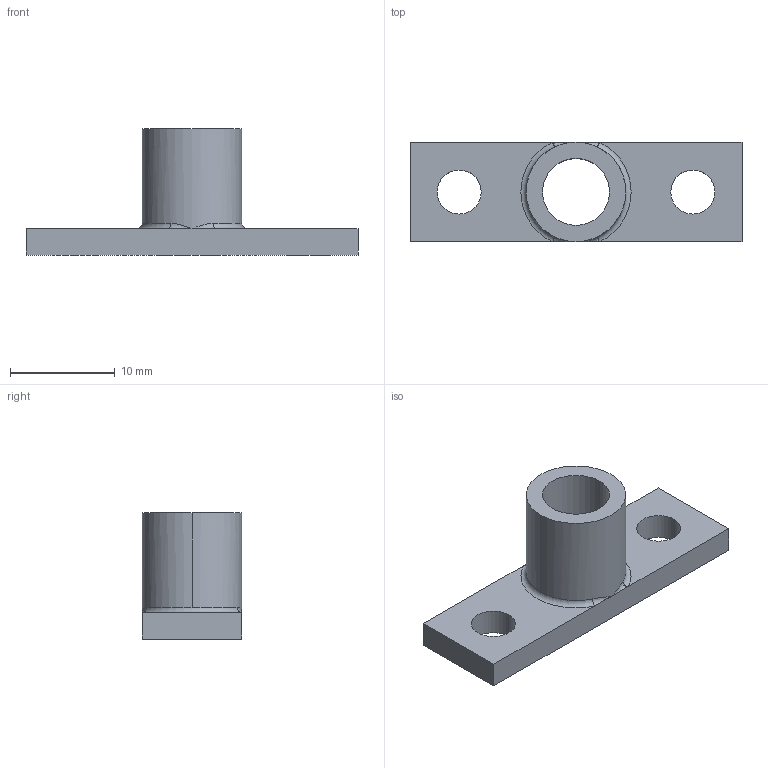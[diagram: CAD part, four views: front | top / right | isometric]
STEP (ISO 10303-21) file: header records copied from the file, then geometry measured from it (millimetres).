
FILE_DESCRIPTION((''),'2;1');
FILE_NAME('ROD_VALVE_GUIDE_2_ASSY_SLDPRT__','2016-12-07T',('cxl300'),(''),'PRO/ENGINEER BY PARAMETRIC TECHNOLOGY CORPORATION, 2013230','PRO/ENGINEER BY PARAMETRIC TECHNOLOGY CORPORATION, 2013230','');
FILE_SCHEMA(('CONFIG_CONTROL_DESIGN','GEOMETRIC_VALIDATION_PROPERTIES_MIM'));
Length unit declared in the file: millimetre
Products named in the file (1): ROD_VALVE_GUIDE_2_ASSY_SLDPRT__
Bounding box: 31.75 x 9.53 x 12.06 mm (x, y, z)
Volume: 989.1 mm3; surface area: 1283.8 mm2
Topology: 1 solids, 1 shells, 22 faces, 60 edges, 36 vertices
Faces by surface type: plane 8, cylinder 8, bspline 4, torus 2
Entity records: 1092 total; most frequent: CARTESIAN_POINT 455, DIRECTION 114, ORIENTED_EDGE 112, EDGE_CURVE 56, AXIS2_PLACEMENT_3D 44, VERTEX_POINT 36, EDGE_LOOP 28, VECTOR 26
